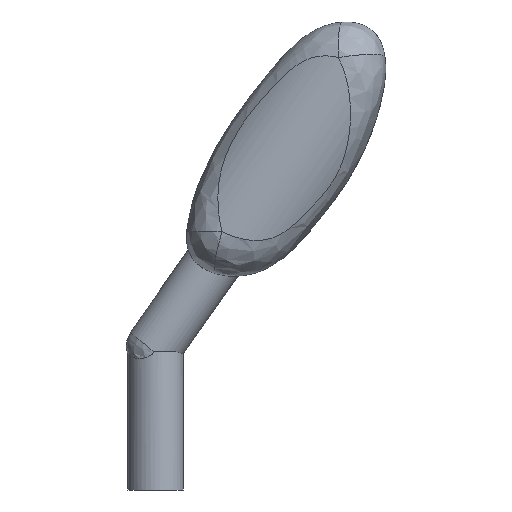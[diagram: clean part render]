
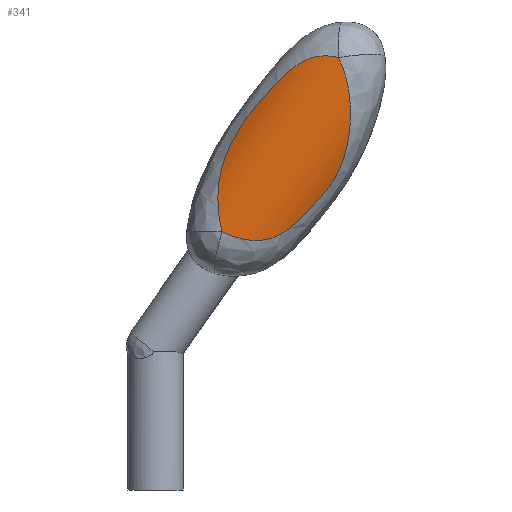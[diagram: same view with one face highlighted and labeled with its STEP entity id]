
A CAD part, front view. The second image highlights one B-rep face of the part: STEP entity #341.
In plain terms, the highlighted cylindrical face has radius 6.425 mm (diameter 12.85 mm), a partial arc.
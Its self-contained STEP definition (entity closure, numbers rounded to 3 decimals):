
#49=CYLINDRICAL_SURFACE('',#375,6.425);
#66=FACE_OUTER_BOUND('',#88,.T.);
#88=EDGE_LOOP('',(#237,#238));
#109=B_SPLINE_CURVE_WITH_KNOTS('',3,(#568,#569,#570,#571,#572,#573,#574,
#575,#576,#577,#578,#579,#580,#581,#582,#583),.UNSPECIFIED.,.F.,.F.,(4,
1,1,1,1,1,1,1,1,1,1,1,1,4),(0.028,0.062,0.095,
0.163,0.297,0.567,0.837,1.308,
1.376,1.645,1.78,1.848,1.881,
1.915),.UNSPECIFIED.);
#114=B_SPLINE_CURVE_WITH_KNOTS('',3,(#748,#749,#750,#751,#752,#753,#754,
#755,#756,#757,#758,#759,#760,#761,#762,#763,#764,#765,#766),
 .UNSPECIFIED.,.F.,.F.,(4,1,1,1,1,1,1,1,1,1,1,1,1,1,1,1,4),(-7.847,
-7.772,-7.697,-7.546,-7.246,
-6.644,-6.043,-5.441,-5.291,
-4.84,-4.539,-4.238,-4.088,
-3.937,-3.787,-3.712,-3.637),
 .UNSPECIFIED.);
#135=VERTEX_POINT('',#561);
#136=VERTEX_POINT('',#567);
#170=EDGE_CURVE('',#135,#136,#109,.T.);
#177=EDGE_CURVE('',#136,#135,#114,.T.);
#237=ORIENTED_EDGE('',*,*,#170,.F.);
#238=ORIENTED_EDGE('',*,*,#177,.F.);
#341=ADVANCED_FACE('',(#66),#49,.T.);
#375=AXIS2_PLACEMENT_3D('',#871,#412,#413);
#412=DIRECTION('center_axis',(0.574,0.,0.819));
#413=DIRECTION('ref_axis',(0.819,0.,-0.574));
#561=CARTESIAN_POINT('',(147.902,-99.249,42.377));
#567=CARTESIAN_POINT('',(157.994,-99.176,57.513));
#568=CARTESIAN_POINT('Ctrl Pts',(147.902,-99.249,42.377));
#569=CARTESIAN_POINT('Ctrl Pts',(147.851,-99.231,42.529));
#570=CARTESIAN_POINT('Ctrl Pts',(147.771,-99.19,42.826));
#571=CARTESIAN_POINT('Ctrl Pts',(147.653,-99.092,43.4));
#572=CARTESIAN_POINT('Ctrl Pts',(147.527,-98.888,44.366));
#573=CARTESIAN_POINT('Ctrl Pts',(147.486,-98.38,46.211));
#574=CARTESIAN_POINT('Ctrl Pts',(147.925,-97.57,48.581));
#575=CARTESIAN_POINT('Ctrl Pts',(149.427,-96.972,51.622));
#576=CARTESIAN_POINT('Ctrl Pts',(151.117,-97.184,53.745));
#577=CARTESIAN_POINT('Ctrl Pts',(152.986,-97.586,55.711));
#578=CARTESIAN_POINT('Ctrl Pts',(154.146,-97.894,56.812));
#579=CARTESIAN_POINT('Ctrl Pts',(155.699,-98.468,57.577));
#580=CARTESIAN_POINT('Ctrl Pts',(156.737,-98.841,57.691));
#581=CARTESIAN_POINT('Ctrl Pts',(157.425,-99.046,57.638));
#582=CARTESIAN_POINT('Ctrl Pts',(157.798,-99.136,57.566));
#583=CARTESIAN_POINT('Ctrl Pts',(157.994,-99.176,57.513));
#748=CARTESIAN_POINT('Ctrl Pts',(157.994,-99.176,57.513));
#749=CARTESIAN_POINT('Ctrl Pts',(158.087,-99.212,57.345));
#750=CARTESIAN_POINT('Ctrl Pts',(158.247,-99.265,57.012));
#751=CARTESIAN_POINT('Ctrl Pts',(158.502,-99.318,56.364));
#752=CARTESIAN_POINT('Ctrl Pts',(158.819,-99.311,55.273));
#753=CARTESIAN_POINT('Ctrl Pts',(159.129,-99.047,53.225));
#754=CARTESIAN_POINT('Ctrl Pts',(159.014,-98.364,50.59));
#755=CARTESIAN_POINT('Ctrl Pts',(158.25,-97.508,47.769));
#756=CARTESIAN_POINT('Ctrl Pts',(157.056,-97.471,46.028));
#757=CARTESIAN_POINT('Ctrl Pts',(155.813,-97.676,44.626));
#758=CARTESIAN_POINT('Ctrl Pts',(154.85,-97.849,43.599));
#759=CARTESIAN_POINT('Ctrl Pts',(153.604,-98.147,42.492));
#760=CARTESIAN_POINT('Ctrl Pts',(152.514,-98.498,41.871));
#761=CARTESIAN_POINT('Ctrl Pts',(151.402,-98.859,41.606));
#762=CARTESIAN_POINT('Ctrl Pts',(150.403,-99.136,41.589));
#763=CARTESIAN_POINT('Ctrl Pts',(149.415,-99.301,41.784));
#764=CARTESIAN_POINT('Ctrl Pts',(148.56,-99.322,42.076));
#765=CARTESIAN_POINT('Ctrl Pts',(148.12,-99.283,42.268));
#766=CARTESIAN_POINT('Ctrl Pts',(147.902,-99.249,42.377));
#871=CARTESIAN_POINT('Origin',(147.85,-92.888,40.731));
